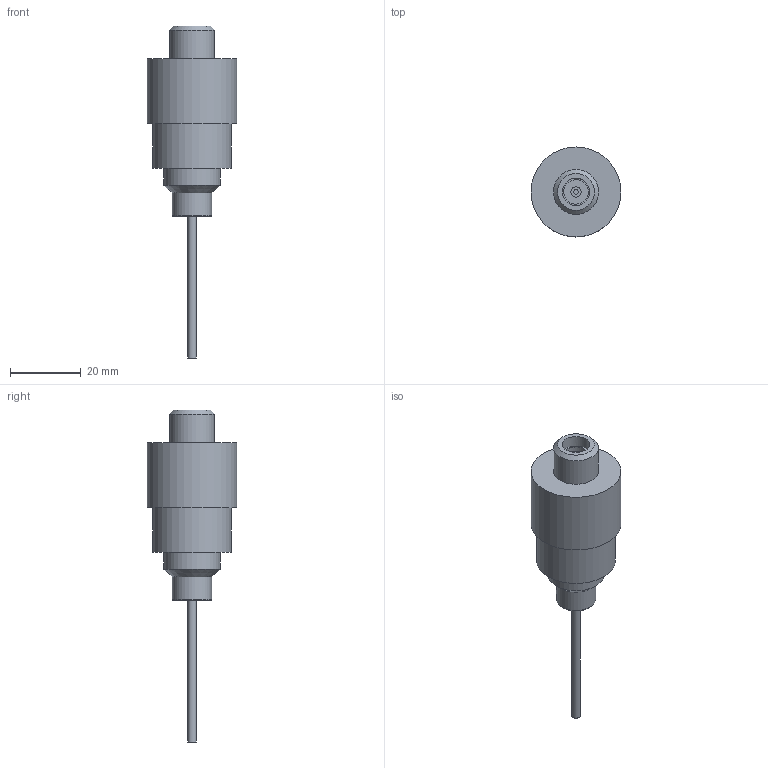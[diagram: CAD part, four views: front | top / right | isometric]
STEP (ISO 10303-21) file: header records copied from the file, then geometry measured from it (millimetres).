
FILE_DESCRIPTION(/* description */ (''),/* implementation_level */ '2;1');
FILE_NAME(/* name */ 'HF75CXOMM.stp',/* time_stamp */ '2022-05-11T13:29:57+02:00',/* author */ ('sh'),/* organization */ (''),/* preprocessor_version */ 'ST-DEVELOPER v17',/* originating_system */ 'Autodesk Inventor 2019',/* authorisation */ '');
FILE_SCHEMA (('AUTOMOTIVE_DESIGN { 1 0 10303 214 3 1 1 }'));
Length unit declared in the file: millimetre
Products named in the file (1): 01142012
Bounding box: 25.4 x 25.4 x 93.75 mm (x, y, z)
Volume: 20437 mm3; surface area: 6792.8 mm2
Topology: 3 solids, 3 shells, 49 faces, 117 edges, 89 vertices
Faces by surface type: plane 21, cylinder 21, cone 4, torus 3
Full cylindrical faces by diameter (mm): 1.27 x1, 2.54 x1, 2.845 x1, 2.921 x1, 3.759 x1, 6.909 x2, 6.96 x1, 7.772 x2, 7.925 x1, 7.95 x1, 8.484 x1, 11.1 x1, 12.7 x1, 15.824 x1, 15.875 x1, 17.462 x1, 17.475 x1, 22.174 x1, 25.4 x1
Entity records: 1657 total; most frequent: DIRECTION 309, CARTESIAN_POINT 256, ORIENTED_EDGE 234, AXIS2_PLACEMENT_3D 142, EDGE_CURVE 117, CIRCLE 92, VERTEX_POINT 89, EDGE_LOOP 66
